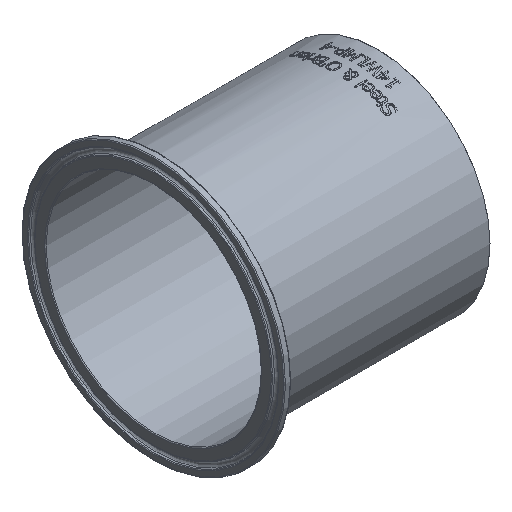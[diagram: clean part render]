
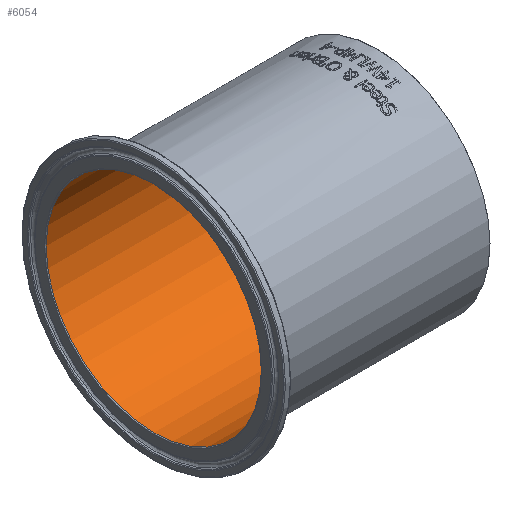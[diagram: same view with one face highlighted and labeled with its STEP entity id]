
A CAD part, isometric view. The second image highlights one B-rep face of the part: STEP entity #6054.
In plain terms, the highlighted cylindrical face has radius 48.692 mm (diameter 97.384 mm), a full revolution.
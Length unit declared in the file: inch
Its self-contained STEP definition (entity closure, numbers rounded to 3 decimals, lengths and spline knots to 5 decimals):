
#109=FACE_BOUND('',#1372,.T.);
#995=FACE_OUTER_BOUND('',#1371,.T.);
#1371=EDGE_LOOP('',(#5635));
#1372=EDGE_LOOP('',(#5636));
#1557=CIRCLE('',#6468,1.917);
#1559=CIRCLE('',#6472,1.917);
#2991=VERTEX_POINT('',#12706);
#2993=VERTEX_POINT('',#12712);
#3879=EDGE_CURVE('',#2991,#2991,#1557,.T.);
#3881=EDGE_CURVE('',#2993,#2993,#1559,.T.);
#5635=ORIENTED_EDGE('',*,*,#3881,.F.);
#5636=ORIENTED_EDGE('',*,*,#3879,.F.);
#5703=CYLINDRICAL_SURFACE('',#6471,1.917);
#6054=ADVANCED_FACE('',(#995,#109),#5703,.F.);
#6468=AXIS2_PLACEMENT_3D('',#12707,#7710,#7711);
#6471=AXIS2_PLACEMENT_3D('',#12711,#7716,#7717);
#6472=AXIS2_PLACEMENT_3D('',#12713,#7718,#7719);
#7710=DIRECTION('center_axis',(-1.,0.,0.));
#7711=DIRECTION('ref_axis',(0.,-1.,0.));
#7716=DIRECTION('center_axis',(1.,0.,0.));
#7717=DIRECTION('ref_axis',(0.,1.,0.));
#7718=DIRECTION('center_axis',(1.,0.,0.));
#7719=DIRECTION('ref_axis',(0.,-1.,0.));
#12706=CARTESIAN_POINT('',(3.995,1.917,0.));
#12707=CARTESIAN_POINT('Origin',(3.995,0.,0.));
#12711=CARTESIAN_POINT('Origin',(2.,0.,0.));
#12712=CARTESIAN_POINT('',(0.015,1.917,0.));
#12713=CARTESIAN_POINT('Origin',(0.015,0.,0.));
